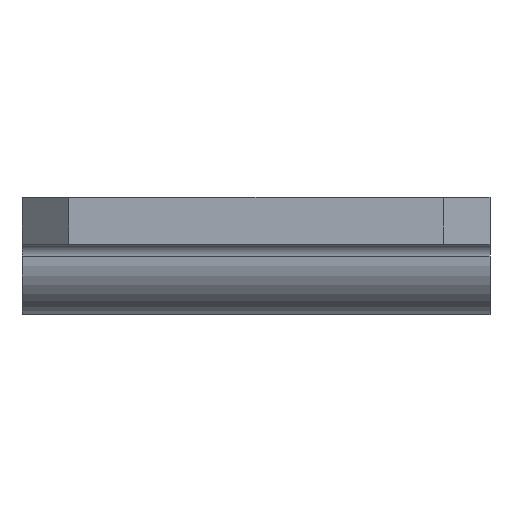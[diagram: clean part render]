
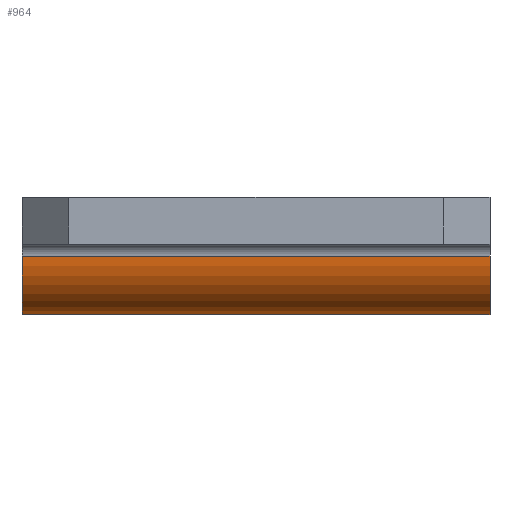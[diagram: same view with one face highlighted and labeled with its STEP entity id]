
A CAD part, front view. The second image highlights one B-rep face of the part: STEP entity #964.
In plain terms, the highlighted cylindrical face has radius 2.5 mm (diameter 5 mm), a partial arc.
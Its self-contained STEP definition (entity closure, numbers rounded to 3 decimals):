
#32 = LINE ( 'NONE', #127, #842 ) ;
#45 = FACE_OUTER_BOUND ( 'NONE', #1081, .T. ) ;
#127 = CARTESIAN_POINT ( 'NONE',  ( 0., -7.5, 0. ) ) ;
#141 = CARTESIAN_POINT ( 'NONE',  ( -10., -10., 2.5 ) ) ;
#149 = CIRCLE ( 'NONE', #161, 2.5 ) ;
#161 = AXIS2_PLACEMENT_3D ( 'NONE', #752, #345, #1042 ) ;
#162 = DIRECTION ( 'NONE',  ( 0., 0., -1. ) ) ;
#163 = EDGE_CURVE ( 'NONE', #511, #389, #1170, .T. ) ;
#192 = VERTEX_POINT ( 'NONE', #1066 ) ;
#208 = ORIENTED_EDGE ( 'NONE', *, *, #1192, .F. ) ;
#213 = VERTEX_POINT ( 'NONE', #868 ) ;
#333 = CARTESIAN_POINT ( 'NONE',  ( 10., -7.5, 0. ) ) ;
#345 = DIRECTION ( 'NONE',  ( 1., 0., 0. ) ) ;
#389 = VERTEX_POINT ( 'NONE', #398 ) ;
#398 = CARTESIAN_POINT ( 'NONE',  ( 10., -10., 2.5 ) ) ;
#467 = DIRECTION ( 'NONE',  ( -1., 0., 0. ) ) ;
#497 = ORIENTED_EDGE ( 'NONE', *, *, #856, .T. ) ;
#511 = VERTEX_POINT ( 'NONE', #333 ) ;
#517 = CARTESIAN_POINT ( 'NONE',  ( -10., -7.5, 2.5 ) ) ;
#568 = DIRECTION ( 'NONE',  ( 0., 0., -1. ) ) ;
#604 = DIRECTION ( 'NONE',  ( -1., 0., 0. ) ) ;
#614 = ORIENTED_EDGE ( 'NONE', *, *, #1037, .T. ) ;
#627 = VECTOR ( 'NONE', #604, 1000. ) ;
#651 = AXIS2_PLACEMENT_3D ( 'NONE', #1159, #467, #568 ) ;
#752 = CARTESIAN_POINT ( 'NONE',  ( -10., -7.5, 2.5 ) ) ;
#797 = ORIENTED_EDGE ( 'NONE', *, *, #163, .T. ) ;
#840 = LINE ( 'NONE', #141, #627 ) ;
#842 = VECTOR ( 'NONE', #1015, 1000. ) ;
#856 = EDGE_CURVE ( 'NONE', #389, #213, #840, .T. ) ;
#868 = CARTESIAN_POINT ( 'NONE',  ( -10., -10., 2.5 ) ) ;
#909 = AXIS2_PLACEMENT_3D ( 'NONE', #517, #1133, #162 ) ;
#964 = ADVANCED_FACE ( 'NONE', ( #45 ), #1049, .T. ) ;
#1015 = DIRECTION ( 'NONE',  ( -1., 0., 0. ) ) ;
#1037 = EDGE_CURVE ( 'NONE', #213, #192, #149, .T. ) ;
#1042 = DIRECTION ( 'NONE',  ( 0., 0., 1. ) ) ;
#1049 = CYLINDRICAL_SURFACE ( 'NONE', #909, 2.5 ) ;
#1066 = CARTESIAN_POINT ( 'NONE',  ( -10., -7.5, 0. ) ) ;
#1081 = EDGE_LOOP ( 'NONE', ( #614, #208, #797, #497 ) ) ;
#1133 = DIRECTION ( 'NONE',  ( 1., 0., 0. ) ) ;
#1159 = CARTESIAN_POINT ( 'NONE',  ( 10., -7.5, 2.5 ) ) ;
#1170 = CIRCLE ( 'NONE', #651, 2.5 ) ;
#1192 = EDGE_CURVE ( 'NONE', #511, #192, #32, .T. ) ;
